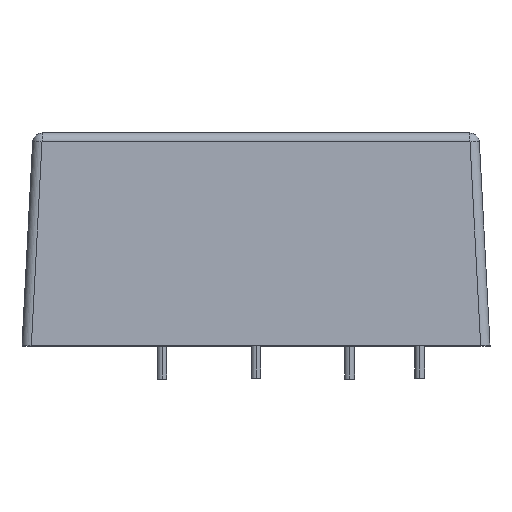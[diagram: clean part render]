
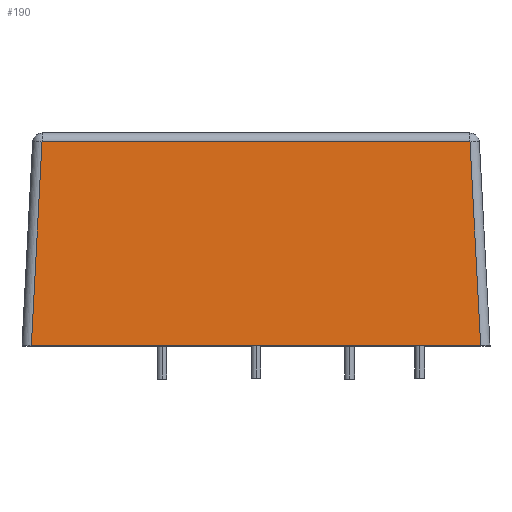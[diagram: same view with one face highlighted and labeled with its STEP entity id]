
A CAD part, top view. The second image highlights one B-rep face of the part: STEP entity #190.
In plain terms, the highlighted planar face has unit normal (0, 0.052, 0.999).
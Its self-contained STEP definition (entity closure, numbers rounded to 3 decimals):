
#54 = VECTOR ( 'NONE', #571, 1000. ) ;
#99 = EDGE_CURVE ( 'NONE', #1385, #1386, #1437, .T. ) ;
#131 = EDGE_CURVE ( 'NONE', #1386, #1381, #1463, .T. ) ;
#132 = EDGE_CURVE ( 'NONE', #1381, #1375, #1464, .T. ) ;
#133 = EDGE_CURVE ( 'NONE', #1375, #1385, #1465, .T. ) ;
#190 = ADVANCED_FACE ( 'NONE', ( #1157 ), #1060, .T. ) ;
#376 = ORIENTED_EDGE ( 'NONE', *, *, #132, .T. ) ;
#377 = ORIENTED_EDGE ( 'NONE', *, *, #99, .T. ) ;
#378 = ORIENTED_EDGE ( 'NONE', *, *, #131, .T. ) ;
#379 = ORIENTED_EDGE ( 'NONE', *, *, #133, .T. ) ;
#445 = CARTESIAN_POINT ( 'NONE',  ( -25., 0., 35. ) ) ;
#446 = DIRECTION ( 'NONE',  ( 1., 0., 0. ) ) ;
#547 = VECTOR ( 'NONE', #569, 1000. ) ;
#568 = CARTESIAN_POINT ( 'NONE',  ( 23.868, 2.554, 34.866 ) ) ;
#569 = DIRECTION ( 'NONE',  ( -0.052, 0.997, -0.052 ) ) ;
#570 = CARTESIAN_POINT ( 'NONE',  ( -25., 21.752, 33.86 ) ) ;
#571 = DIRECTION ( 'NONE',  ( -1., 0., 0. ) ) ;
#572 = CARTESIAN_POINT ( 'NONE',  ( -24.004, -0.052, 35.003 ) ) ;
#573 = DIRECTION ( 'NONE',  ( -0.052, -0.997, 0.052 ) ) ;
#675 = VECTOR ( 'NONE', #573, 1000. ) ;
#987 = AXIS2_PLACEMENT_3D ( 'NONE', #1061, #1062, #1063 ) ;
#1060 = PLANE ( 'NONE',  #987 ) ;
#1061 = CARTESIAN_POINT ( 'NONE',  ( -25., 0., 35. ) ) ;
#1062 = DIRECTION ( 'NONE',  ( 0., 0.052, 0.999 ) ) ;
#1063 = DIRECTION ( 'NONE',  ( 0., -0.999, 0.052 ) ) ;
#1132 = CARTESIAN_POINT ( 'NONE',  ( -22.861, 21.752, 33.86 ) ) ;
#1157 = FACE_OUTER_BOUND ( 'NONE', #1348, .T. ) ;
#1213 = CARTESIAN_POINT ( 'NONE',  ( 22.861, 21.752, 33.86 ) ) ;
#1217 = CARTESIAN_POINT ( 'NONE',  ( -24.001, 0., 35. ) ) ;
#1218 = CARTESIAN_POINT ( 'NONE',  ( 24.001, 0., 35. ) ) ;
#1348 = EDGE_LOOP ( 'NONE', ( #377, #378, #376, #379 ) ) ;
#1375 = VERTEX_POINT ( 'NONE', #1132 ) ;
#1381 = VERTEX_POINT ( 'NONE', #1213 ) ;
#1385 = VERTEX_POINT ( 'NONE', #1217 ) ;
#1386 = VERTEX_POINT ( 'NONE', #1218 ) ;
#1437 = LINE ( 'NONE', #445, #1509 ) ;
#1463 = LINE ( 'NONE', #568, #547 ) ;
#1464 = LINE ( 'NONE', #570, #54 ) ;
#1465 = LINE ( 'NONE', #572, #675 ) ;
#1509 = VECTOR ( 'NONE', #446, 1000. ) ;
